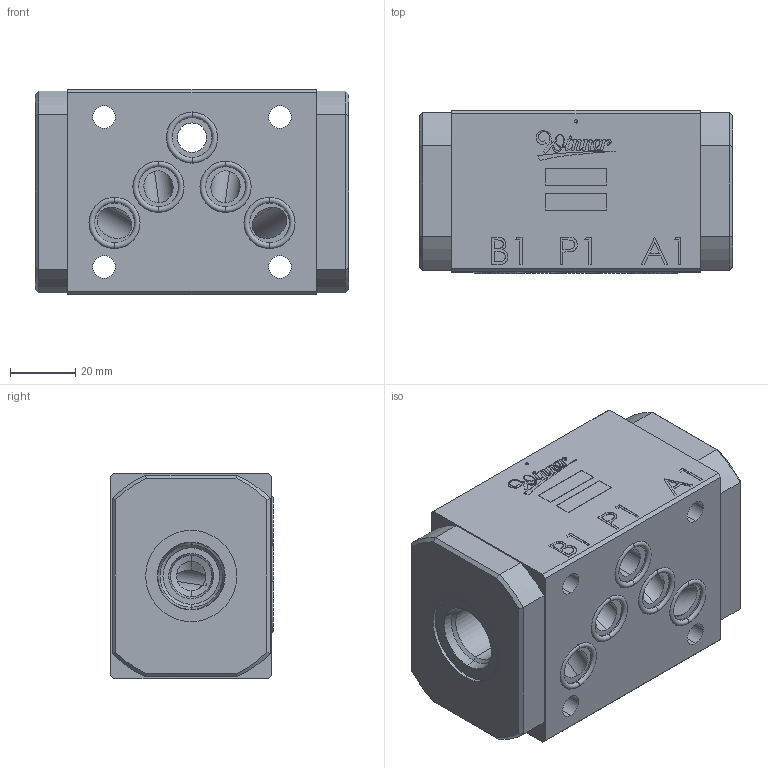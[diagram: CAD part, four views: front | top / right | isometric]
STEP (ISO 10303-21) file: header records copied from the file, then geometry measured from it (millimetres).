
FILE_DESCRIPTION (( 'STEP AP203' ), '1' );
FILE_NAME ('MH05EDW-12W2-12W2-Z21.STEP', '2025-01-10T02:52:57', ( 'user' ), ( '' ), 'SwSTEP 2.0', 'SolidWorks 2018', '' );
FILE_SCHEMA (( 'CONFIG_CONTROL_DESIGN' ));
Length unit declared in the file: millimetre
Products named in the file (3): MH05EDW-12W2-12W2-Z21; 4KAA014AA001_組合用; 6EC05040EDWXXA001
Assembly tree (6 placements, depth 2):
  MH05EDW-12W2-12W2-Z21
    4KAA014AA001_組合用  x5
    6EC05040EDWXXA001
Bounding box: 96.2 x 49.98 x 63 mm (x, y, z)
Volume: 249233.6 mm3; surface area: 45497.4 mm2
Topology: 6 solids, 6 shells, 455 faces, 1201 edges, 759 vertices
Faces by surface type: cylinder 221, plane 148, cone 47, torus 24, bspline 15
Entity records: 15471 total; most frequent: CARTESIAN_POINT 4041, DIRECTION 2353, ORIENTED_EDGE 2302, EDGE_CURVE 1151, AXIS2_PLACEMENT_3D 873, VERTEX_POINT 743, VECTOR 607, LINE 607
